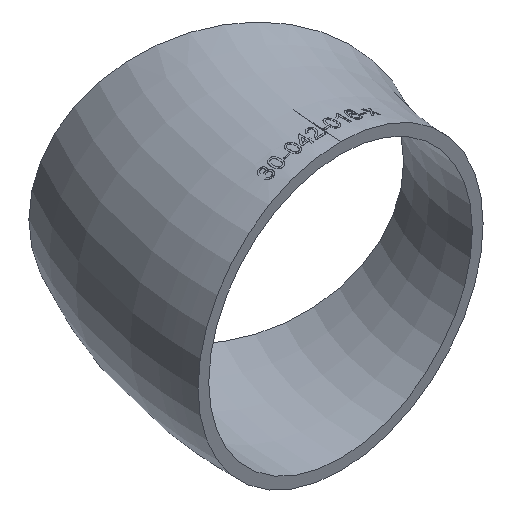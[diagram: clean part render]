
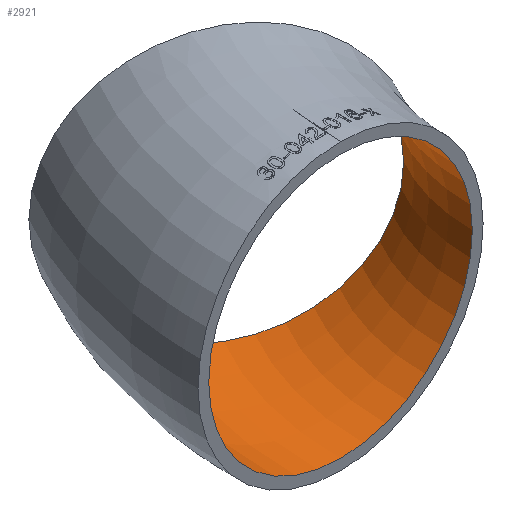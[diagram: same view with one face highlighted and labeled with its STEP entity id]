
A CAD part, isometric view. The second image highlights one B-rep face of the part: STEP entity #2921.
In plain terms, the highlighted toroidal (fillet/blend) face has major radius 47.5 mm and minor radius 19.6 mm.
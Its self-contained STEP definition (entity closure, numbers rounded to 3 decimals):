
#395 = DIRECTION ( 'NONE',  ( -1., 0., 0. ) ) ;
#798 = CARTESIAN_POINT ( 'NONE',  ( -58.11, 33.55, 0. ) ) ;
#962 = CARTESIAN_POINT ( 'NONE',  ( -47.5, 0., 19.6 ) ) ;
#1625 = DIRECTION ( 'NONE',  ( 0., 0., -1. ) ) ;
#2275 = VERTEX_POINT ( 'NONE', #798 ) ;
#2851 = FACE_OUTER_BOUND ( 'NONE', #9595, .T. ) ;
#2921 = ADVANCED_FACE ( 'NONE', ( #2851, #12951 ), #14846, .F. ) ;
#3063 = CIRCLE ( 'NONE', #12311, 19.6 ) ;
#3173 = DIRECTION ( 'NONE',  ( 0., 0., 1. ) ) ;
#4787 = AXIS2_PLACEMENT_3D ( 'NONE', #9375, #8221, #3173 ) ;
#5768 = EDGE_LOOP ( 'NONE', ( #8686 ) ) ;
#8221 = DIRECTION ( 'NONE',  ( 0., 1., 0. ) ) ;
#8392 = VERTEX_POINT ( 'NONE', #962 ) ;
#8686 = ORIENTED_EDGE ( 'NONE', *, *, #10707, .F. ) ;
#9357 = CARTESIAN_POINT ( 'NONE',  ( -41.136, 23.75, 0. ) ) ;
#9375 = CARTESIAN_POINT ( 'NONE',  ( -47.5, 0., 0. ) ) ;
#9595 = EDGE_LOOP ( 'NONE', ( #14911 ) ) ;
#10091 = DIRECTION ( 'NONE',  ( 0.5, 0.866, 0. ) ) ;
#10707 = EDGE_CURVE ( 'NONE', #8392, #8392, #11913, .T. ) ;
#11913 = CIRCLE ( 'NONE', #4787, 19.6 ) ;
#12311 = AXIS2_PLACEMENT_3D ( 'NONE', #9357, #10091, #15001 ) ;
#12951 = FACE_OUTER_BOUND ( 'NONE', #5768, .T. ) ;
#14066 = AXIS2_PLACEMENT_3D ( 'NONE', #15518, #1625, #395 ) ;
#14589 = EDGE_CURVE ( 'NONE', #2275, #2275, #3063, .T. ) ;
#14846 = TOROIDAL_SURFACE ( 'NONE', #14066, 47.5, 19.6 ) ;
#14911 = ORIENTED_EDGE ( 'NONE', *, *, #14589, .T. ) ;
#15001 = DIRECTION ( 'NONE',  ( -0.866, 0.5, 0. ) ) ;
#15518 = CARTESIAN_POINT ( 'NONE',  ( 0., 0., 0. ) ) ;
